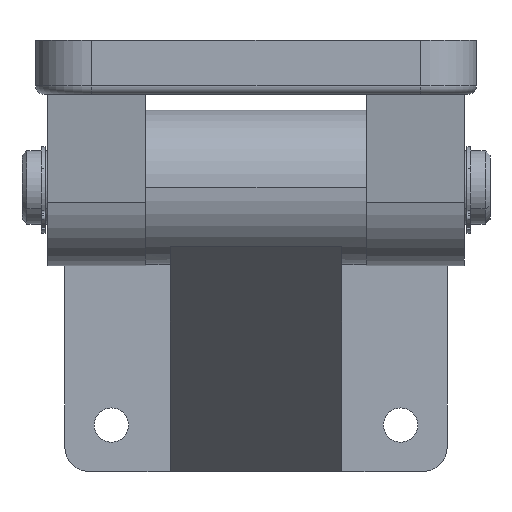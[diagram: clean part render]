
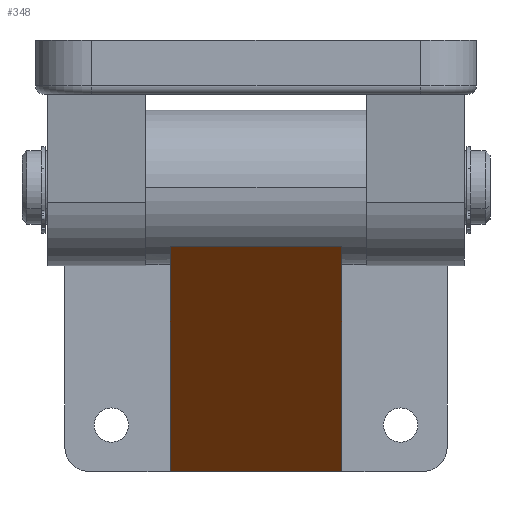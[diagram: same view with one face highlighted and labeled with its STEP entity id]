
A CAD part, left-side view. The second image highlights one B-rep face of the part: STEP entity #348.
In plain terms, the highlighted face is planar.
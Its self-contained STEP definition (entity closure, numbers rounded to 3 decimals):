
#29 = EDGE_CURVE ( 'NONE', #880, #1034, #1887, .T. ) ;
#172 = EDGE_CURVE ( 'NONE', #760, #880, #2086, .T. ) ;
#228 = EDGE_CURVE ( 'NONE', #908, #1034, #2174, .T. ) ;
#235 = EDGE_CURVE ( 'NONE', #760, #908, #2187, .T. ) ;
#293 = EDGE_LOOP ( 'NONE', ( #3598, #3737, #3627, #3536 ) ) ;
#348 = ADVANCED_FACE ( 'NONE', ( #2289 ), #1242, .F. ) ;
#760 = VERTEX_POINT ( 'NONE', #1698 ) ;
#880 = VERTEX_POINT ( 'NONE', #1707 ) ;
#908 = VERTEX_POINT ( 'NONE', #1719 ) ;
#1034 = VERTEX_POINT ( 'NONE', #2782 ) ;
#1069 = CARTESIAN_POINT ( 'NONE',  ( 91.801, 113., 135.165 ) ) ;
#1070 = DIRECTION ( 'NONE',  ( 0., -1., 0. ) ) ;
#1242 = PLANE ( 'NONE',  #3230 ) ;
#1274 = CARTESIAN_POINT ( 'NONE',  ( -1.417, 113., 23.299 ) ) ;
#1280 = DIRECTION ( 'NONE',  ( 0.768, 0., -0.64 ) ) ;
#1281 = DIRECTION ( 'NONE',  ( -0.64, 0., -0.768 ) ) ;
#1698 = CARTESIAN_POINT ( 'NONE',  ( 0., 113., 25. ) ) ;
#1707 = CARTESIAN_POINT ( 'NONE',  ( 91.801, 113., 135.165 ) ) ;
#1719 = CARTESIAN_POINT ( 'NONE',  ( 0., 43., 25. ) ) ;
#1887 = LINE ( 'NONE', #1069, #1888 ) ;
#1888 = VECTOR ( 'NONE', #1070, 1000. ) ;
#2083 = VECTOR ( 'NONE', #4159, 1000. ) ;
#2086 = LINE ( 'NONE', #4335, #2083 ) ;
#2174 = LINE ( 'NONE', #4409, #2175 ) ;
#2175 = VECTOR ( 'NONE', #4408, 1000. ) ;
#2187 = LINE ( 'NONE', #4518, #2188 ) ;
#2188 = VECTOR ( 'NONE', #4521, 1000. ) ;
#2289 = FACE_OUTER_BOUND ( 'NONE', #293, .T. ) ;
#2782 = CARTESIAN_POINT ( 'NONE',  ( 91.801, 43., 135.165 ) ) ;
#3230 = AXIS2_PLACEMENT_3D ( 'NONE', #1274, #1280, #1281 ) ;
#3536 = ORIENTED_EDGE ( 'NONE', *, *, #235, .T. ) ;
#3598 = ORIENTED_EDGE ( 'NONE', *, *, #228, .T. ) ;
#3627 = ORIENTED_EDGE ( 'NONE', *, *, #172, .F. ) ;
#3737 = ORIENTED_EDGE ( 'NONE', *, *, #29, .F. ) ;
#4159 = DIRECTION ( 'NONE',  ( 0.64, 0., 0.768 ) ) ;
#4335 = CARTESIAN_POINT ( 'NONE',  ( -1.417, 113., 23.299 ) ) ;
#4408 = DIRECTION ( 'NONE',  ( 0.64, 0., 0.768 ) ) ;
#4409 = CARTESIAN_POINT ( 'NONE',  ( -1.417, 43., 23.299 ) ) ;
#4518 = CARTESIAN_POINT ( 'NONE',  ( 0., 113., 25. ) ) ;
#4521 = DIRECTION ( 'NONE',  ( 0., -1., 0. ) ) ;
